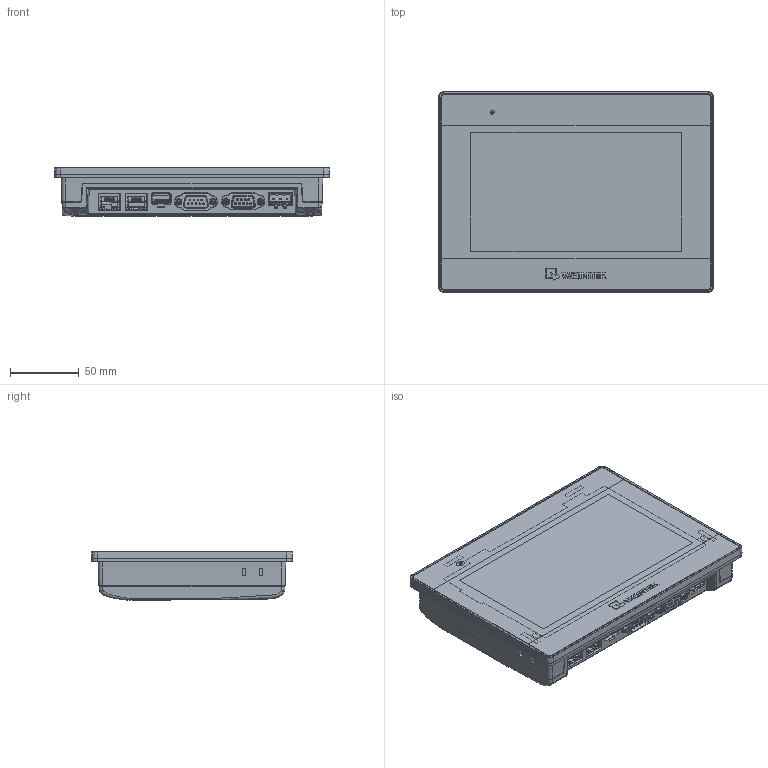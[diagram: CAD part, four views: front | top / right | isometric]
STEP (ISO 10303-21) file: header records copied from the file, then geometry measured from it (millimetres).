
FILE_DESCRIPTION (( 'STEP AP214' ), '1' );
FILE_NAME ('cMT3078X_201216.STEP', '2020-12-16T03:49:15', ( '' ), ( '' ), 'SwSTEP 2.0', 'SolidWorks 2019', '' );
FILE_SCHEMA (( 'AUTOMOTIVE_DESIGN' ));
Length unit declared in the file: centimetre
Products named in the file (1): cMT3078X_201216
Bounding box: 200.4 x 146.5 x 35.4 mm (x, y, z)
Surface area: 131125 mm2 (no closed solid volume)
Topology: 0 solids, 57 shells, 1094 faces, 4937 edges, 3824 vertices
Faces by surface type: plane 536, bspline 271, cylinder 214, cone 43, torus 22, sphere 8
Entity records: 84714 total; most frequent: CARTESIAN_POINT 37400, ORIENTED_EDGE 7090, DIRECTION 5667, EDGE_CURVE 4927, VERTEX_POINT 3824, LINE 2929, VECTOR 2929, AXIS2_PLACEMENT_3D 1369
